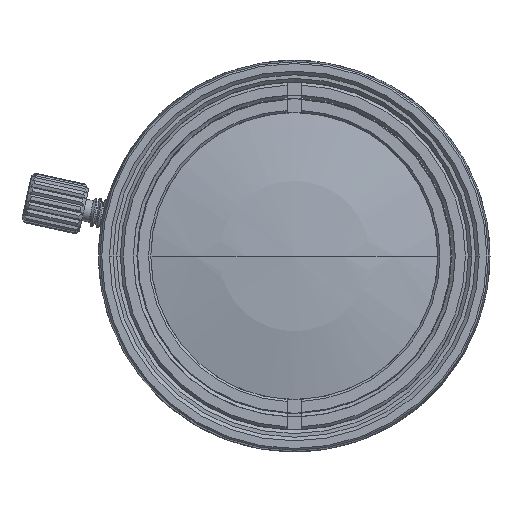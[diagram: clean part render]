
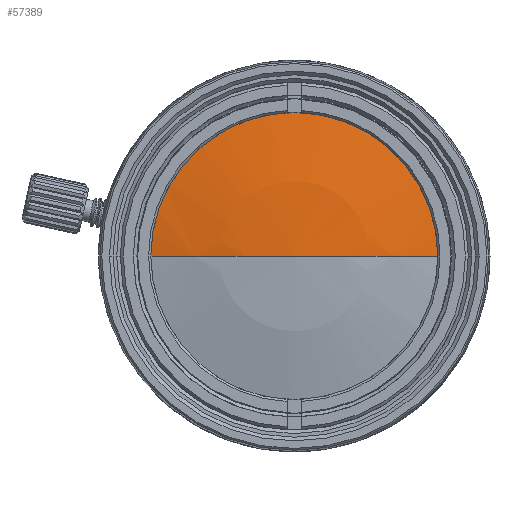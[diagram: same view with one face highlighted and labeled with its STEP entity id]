
A CAD part, left-side view. The second image highlights one B-rep face of the part: STEP entity #57389.
In plain terms, the highlighted spherical face has radius 46.03 mm.
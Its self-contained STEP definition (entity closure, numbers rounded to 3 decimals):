
#57389 = ADVANCED_FACE('',(#57390),#57419,.T.);
#57390 = FACE_BOUND('',#57391,.T.);
#57391 = EDGE_LOOP('',(#57392,#57403,#57412));
#57392 = ORIENTED_EDGE('',*,*,#57393,.T.);
#57393 = EDGE_CURVE('',#57394,#57396,#57398,.T.);
#57394 = VERTEX_POINT('',#57395);
#57395 = CARTESIAN_POINT('',(1.167,10.3,0.));
#57396 = VERTEX_POINT('',#57397);
#57397 = CARTESIAN_POINT('',(0.,0.,0.));
#57398 = CIRCLE('',#57399,46.03);
#57399 = AXIS2_PLACEMENT_3D('',#57400,#57401,#57402);
#57400 = CARTESIAN_POINT('',(46.03,0.,0.));
#57401 = DIRECTION('',(0.,0.,1.));
#57402 = DIRECTION('',(-0.975,0.224,0.));
#57403 = ORIENTED_EDGE('',*,*,#57404,.F.);
#57404 = EDGE_CURVE('',#57405,#57396,#57407,.T.);
#57405 = VERTEX_POINT('',#57406);
#57406 = CARTESIAN_POINT('',(1.167,-10.3,0.));
#57407 = CIRCLE('',#57408,46.03);
#57408 = AXIS2_PLACEMENT_3D('',#57409,#57410,#57411);
#57409 = CARTESIAN_POINT('',(46.03,0.,0.));
#57410 = DIRECTION('',(0.,0.,-1.));
#57411 = DIRECTION('',(-0.975,-0.224,-0.));
#57412 = ORIENTED_EDGE('',*,*,#57413,.F.);
#57413 = EDGE_CURVE('',#57394,#57405,#57414,.T.);
#57414 = CIRCLE('',#57415,10.3);
#57415 = AXIS2_PLACEMENT_3D('',#57416,#57417,#57418);
#57416 = CARTESIAN_POINT('',(1.167,0.,0.));
#57417 = DIRECTION('',(1.,0.,0.));
#57418 = DIRECTION('',(-0.,1.,0.));
#57419 = SPHERICAL_SURFACE('',#57420,46.03);
#57420 = AXIS2_PLACEMENT_3D('',#57421,#57422,#57423);
#57421 = CARTESIAN_POINT('',(46.03,0.,0.));
#57422 = DIRECTION('',(1.,0.,0.));
#57423 = DIRECTION('',(0.,-1.,0.));
